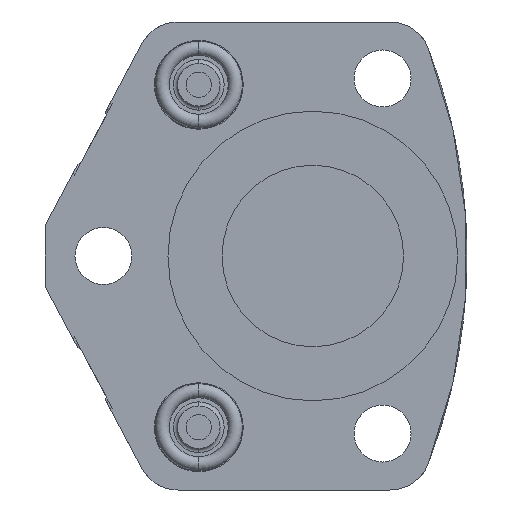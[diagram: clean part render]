
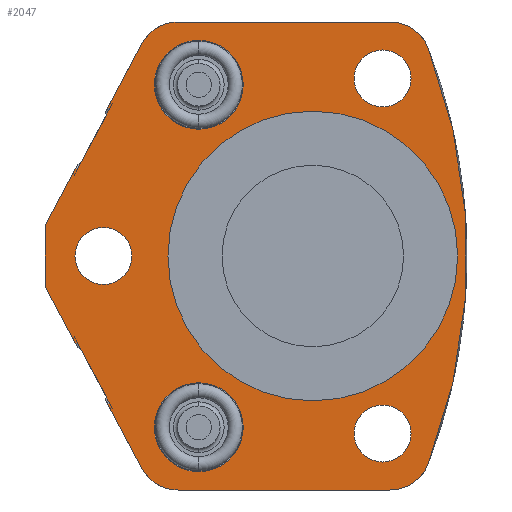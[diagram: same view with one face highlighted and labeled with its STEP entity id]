
A CAD part, front view. The second image highlights one B-rep face of the part: STEP entity #2047.
In plain terms, the highlighted planar face has unit normal (0, -1, 0).
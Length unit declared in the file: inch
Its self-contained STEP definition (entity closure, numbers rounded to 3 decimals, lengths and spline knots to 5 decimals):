
#151=CARTESIAN_POINT('',(0.,0.,0.));
#152=DIRECTION('',(0.,-1.,0.));
#153=DIRECTION('',(1.,0.,0.));
#154=AXIS2_PLACEMENT_3D('',#151,#152,#153);
#156=CARTESIAN_POINT('',(0.,0.,0.));
#157=DIRECTION('',(0.,1.,0.));
#158=DIRECTION('',(1.,0.,0.));
#159=AXIS2_PLACEMENT_3D('',#156,#157,#158);
#161=CARTESIAN_POINT('',(0.344,0.,0.875));
#162=DIRECTION('',(0.,-1.,0.));
#163=DIRECTION('',(1.,0.,0.));
#164=AXIS2_PLACEMENT_3D('',#161,#162,#163);
#166=CARTESIAN_POINT('',(0.344,0.,0.875));
#167=DIRECTION('',(0.,-1.,0.));
#168=DIRECTION('',(-1.,0.,0.));
#169=AXIS2_PLACEMENT_3D('',#166,#167,#168);
#171=CARTESIAN_POINT('',(0.344,0.,-0.875));
#172=DIRECTION('',(0.,-1.,0.));
#173=DIRECTION('',(1.,0.,0.));
#174=AXIS2_PLACEMENT_3D('',#171,#172,#173);
#176=CARTESIAN_POINT('',(0.344,0.,-0.875));
#177=DIRECTION('',(0.,-1.,0.));
#178=DIRECTION('',(-1.,0.,0.));
#179=AXIS2_PLACEMENT_3D('',#176,#177,#178);
#181=CARTESIAN_POINT('',(-1.032,0.,0.));
#182=DIRECTION('',(0.,-1.,0.));
#183=DIRECTION('',(1.,0.,0.));
#184=AXIS2_PLACEMENT_3D('',#181,#182,#183);
#186=CARTESIAN_POINT('',(-1.032,0.,0.));
#187=DIRECTION('',(0.,-1.,0.));
#188=DIRECTION('',(-1.,0.,0.));
#189=AXIS2_PLACEMENT_3D('',#186,#187,#188);
#191=DIRECTION('',(-0.469,0.,-0.883));
#192=VECTOR('',#191,0.33929);
#193=CARTESIAN_POINT('',(-1.00197,0.,0.72489));
#194=LINE('',#193,#192);
#195=DIRECTION('',(0.883,0.,-0.469));
#196=VECTOR('',#195,0.01);
#197=CARTESIAN_POINT('',(-1.0108,0.,0.72959));
#198=LINE('',#197,#196);
#199=DIRECTION('',(0.469,0.,0.883));
#200=VECTOR('',#199,0.35814);
#201=CARTESIAN_POINT('',(-1.0108,0.,0.72959));
#202=LINE('',#201,#200);
#203=DIRECTION('',(1.,0.,0.));
#204=VECTOR('',#203,1.04331);
#205=CARTESIAN_POINT('',(-0.66342,0.,1.1535));
#206=LINE('',#205,#204);
#207=CARTESIAN_POINT('',(-2.082,0.,0.));
#208=DIRECTION('',(0.,-1.,0.));
#209=DIRECTION('',(0.933,0.,-0.36));
#210=AXIS2_PLACEMENT_3D('',#207,#208,#209);
#212=DIRECTION('',(-1.,0.,0.));
#213=VECTOR('',#212,1.04331);
#214=CARTESIAN_POINT('',(0.37988,0.,-1.1535));
#215=LINE('',#214,#213);
#216=DIRECTION('',(0.469,0.,-0.883));
#217=VECTOR('',#216,0.35814);
#218=CARTESIAN_POINT('',(-1.0108,0.,-0.72959));
#219=LINE('',#218,#217);
#220=DIRECTION('',(0.883,0.,0.469));
#221=VECTOR('',#220,0.01);
#222=CARTESIAN_POINT('',(-1.0108,0.,-0.72959));
#223=LINE('',#222,#221);
#224=DIRECTION('',(0.469,0.,-0.883));
#225=VECTOR('',#224,0.33929);
#226=CARTESIAN_POINT('',(-1.16126,0.,-0.42531));
#227=LINE('',#226,#225);
#228=DIRECTION('',(0.883,0.,0.469));
#229=VECTOR('',#228,0.01);
#230=CARTESIAN_POINT('',(-1.17008,0.,-0.43001));
#231=LINE('',#230,#229);
#232=DIRECTION('',(0.469,0.,-0.883));
#233=VECTOR('',#232,0.31933);
#234=CARTESIAN_POINT('',(-1.32,0.,-0.14806));
#235=LINE('',#234,#233);
#236=DIRECTION('',(0.,0.,-1.));
#237=VECTOR('',#236,0.29612);
#238=CARTESIAN_POINT('',(-1.32,0.,0.14806));
#239=LINE('',#238,#237);
#240=DIRECTION('',(0.469,0.,0.883));
#241=VECTOR('',#240,0.31933);
#242=CARTESIAN_POINT('',(-1.32,0.,0.14806));
#243=LINE('',#242,#241);
#244=DIRECTION('',(0.883,0.,-0.469));
#245=VECTOR('',#244,0.01);
#246=CARTESIAN_POINT('',(-1.17008,0.,0.43001));
#247=LINE('',#246,#245);
#248=CARTESIAN_POINT('',(-0.562,0.,-0.844));
#249=DIRECTION('',(0.,1.,0.));
#250=DIRECTION('',(-1.,0.,0.));
#251=AXIS2_PLACEMENT_3D('',#248,#249,#250);
#253=CARTESIAN_POINT('',(-0.562,0.,-0.844));
#254=DIRECTION('',(0.,1.,0.));
#255=DIRECTION('',(1.,0.,0.));
#256=AXIS2_PLACEMENT_3D('',#253,#254,#255);
#258=CARTESIAN_POINT('',(-0.562,0.,0.844));
#259=DIRECTION('',(0.,1.,0.));
#260=DIRECTION('',(-1.,0.,0.));
#261=AXIS2_PLACEMENT_3D('',#258,#259,#260);
#263=CARTESIAN_POINT('',(-0.562,0.,0.844));
#264=DIRECTION('',(0.,1.,0.));
#265=DIRECTION('',(1.,0.,0.));
#266=AXIS2_PLACEMENT_3D('',#263,#264,#265);
#631=CARTESIAN_POINT('',(-0.66342,0.,-0.9505));
#632=DIRECTION('',(0.,-1.,0.));
#633=DIRECTION('',(-0.883,0.,-0.469));
#634=AXIS2_PLACEMENT_3D('',#631,#632,#633);
#655=CARTESIAN_POINT('',(0.37988,0.,-0.9505));
#656=DIRECTION('',(0.,-1.,0.));
#657=DIRECTION('',(0.,0.,-1.));
#658=AXIS2_PLACEMENT_3D('',#655,#656,#657);
#668=CARTESIAN_POINT('',(0.37988,0.,0.9505));
#669=DIRECTION('',(0.,-1.,0.));
#670=DIRECTION('',(0.933,0.,0.36));
#671=AXIS2_PLACEMENT_3D('',#668,#669,#670);
#692=CARTESIAN_POINT('',(-0.66342,0.,0.9505));
#693=DIRECTION('',(0.,-1.,0.));
#694=DIRECTION('',(0.,0.,1.));
#695=AXIS2_PLACEMENT_3D('',#692,#693,#694);
#1510=CARTESIAN_POINT('',(0.714,0.,0.));
#1512=VERTEX_POINT('',#1510);
#1514=CARTESIAN_POINT('',(-0.714,0.,0.));
#1516=VERTEX_POINT('',#1514);
#1517=CARTESIAN_POINT('',(-1.32,0.,0.14806));
#1518=CARTESIAN_POINT('',(-1.32,0.,-0.14806));
#1519=VERTEX_POINT('',#1517);
#1520=VERTEX_POINT('',#1518);
#1521=CARTESIAN_POINT('',(0.4845,0.,0.875));
#1522=CARTESIAN_POINT('',(0.2035,0.,0.875));
#1523=VERTEX_POINT('',#1521);
#1524=VERTEX_POINT('',#1522);
#1555=CARTESIAN_POINT('',(-1.16126,0.,-0.42531));
#1556=CARTESIAN_POINT('',(-1.00197,0.,-0.72489));
#1557=VERTEX_POINT('',#1555);
#1558=VERTEX_POINT('',#1556);
#1559=CARTESIAN_POINT('',(-1.17008,0.,-0.43001));
#1560=VERTEX_POINT('',#1559);
#1561=CARTESIAN_POINT('',(-1.0108,0.,-0.72959));
#1562=VERTEX_POINT('',#1561);
#1584=CARTESIAN_POINT('',(-1.00197,0.,0.72489));
#1585=CARTESIAN_POINT('',(-1.16126,0.,0.42531));
#1586=VERTEX_POINT('',#1584);
#1587=VERTEX_POINT('',#1585);
#1588=CARTESIAN_POINT('',(-1.0108,0.,0.72959));
#1589=VERTEX_POINT('',#1588);
#1590=CARTESIAN_POINT('',(-1.17008,0.,0.43001));
#1591=VERTEX_POINT('',#1590);
#1617=CARTESIAN_POINT('',(-0.781,0.,-0.844));
#1618=CARTESIAN_POINT('',(-0.343,0.,-0.844));
#1619=VERTEX_POINT('',#1617);
#1620=VERTEX_POINT('',#1618);
#1637=CARTESIAN_POINT('',(-0.781,0.,0.844));
#1638=CARTESIAN_POINT('',(-0.343,0.,0.844));
#1639=VERTEX_POINT('',#1637);
#1640=VERTEX_POINT('',#1638);
#1671=CARTESIAN_POINT('',(0.37988,0.,-1.1535));
#1672=CARTESIAN_POINT('',(0.56926,0.,-1.02362));
#1673=VERTEX_POINT('',#1671);
#1674=VERTEX_POINT('',#1672);
#1675=CARTESIAN_POINT('',(0.56926,0.,1.02362));
#1676=CARTESIAN_POINT('',(0.37988,0.,1.1535));
#1677=VERTEX_POINT('',#1675);
#1678=VERTEX_POINT('',#1676);
#1679=CARTESIAN_POINT('',(-0.66342,0.,1.1535));
#1680=CARTESIAN_POINT('',(-0.84266,0.,1.0458));
#1681=VERTEX_POINT('',#1679);
#1682=VERTEX_POINT('',#1680);
#1683=CARTESIAN_POINT('',(-0.84266,0.,-1.0458));
#1684=CARTESIAN_POINT('',(-0.66342,0.,-1.1535));
#1685=VERTEX_POINT('',#1683);
#1686=VERTEX_POINT('',#1684);
#1687=CARTESIAN_POINT('',(0.4845,0.,-0.875));
#1688=CARTESIAN_POINT('',(0.2035,0.,-0.875));
#1689=VERTEX_POINT('',#1687);
#1690=VERTEX_POINT('',#1688);
#1691=CARTESIAN_POINT('',(-0.8915,0.,0.));
#1692=CARTESIAN_POINT('',(-1.1725,0.,0.));
#1693=VERTEX_POINT('',#1691);
#1694=VERTEX_POINT('',#1692);
#1970=CARTESIAN_POINT('',(0.,0.,0.));
#1971=DIRECTION('',(0.,-1.,0.));
#1972=DIRECTION('',(-1.,0.,0.));
#1973=AXIS2_PLACEMENT_3D('',#1970,#1971,#1972);
#1974=PLANE('',#1973);
#1976=ORIENTED_EDGE('',*,*,#1975,.F.);
#1978=ORIENTED_EDGE('',*,*,#1977,.F.);
#1980=ORIENTED_EDGE('',*,*,#1979,.T.);
#1982=ORIENTED_EDGE('',*,*,#1981,.F.);
#1984=ORIENTED_EDGE('',*,*,#1983,.T.);
#1986=ORIENTED_EDGE('',*,*,#1985,.F.);
#1988=ORIENTED_EDGE('',*,*,#1987,.F.);
#1990=ORIENTED_EDGE('',*,*,#1989,.F.);
#1992=ORIENTED_EDGE('',*,*,#1991,.T.);
#1994=ORIENTED_EDGE('',*,*,#1993,.F.);
#1996=ORIENTED_EDGE('',*,*,#1995,.F.);
#1998=ORIENTED_EDGE('',*,*,#1997,.T.);
#2000=ORIENTED_EDGE('',*,*,#1999,.F.);
#2002=ORIENTED_EDGE('',*,*,#2001,.F.);
#2004=ORIENTED_EDGE('',*,*,#2003,.F.);
#2006=ORIENTED_EDGE('',*,*,#2005,.F.);
#2008=ORIENTED_EDGE('',*,*,#2007,.T.);
#2010=ORIENTED_EDGE('',*,*,#2009,.T.);
#2011=EDGE_LOOP('',(#1976,#1978,#1980,#1982,#1984,#1986,#1988,#1990,#1992,#1994,
#1996,#1998,#2000,#2002,#2004,#2006,#2008,#2010));
#2012=FACE_OUTER_BOUND('',#2011,.F.);
#2014=ORIENTED_EDGE('',*,*,#2013,.T.);
#2016=ORIENTED_EDGE('',*,*,#2015,.T.);
#2017=EDGE_LOOP('',(#2014,#2016));
#2018=FACE_BOUND('',#2017,.F.);
#2019=ORIENTED_EDGE('',*,*,#1950,.T.);
#2020=ORIENTED_EDGE('',*,*,#1964,.T.);
#2021=EDGE_LOOP('',(#2019,#2020));
#2022=FACE_BOUND('',#2021,.F.);
#2024=ORIENTED_EDGE('',*,*,#2023,.T.);
#2026=ORIENTED_EDGE('',*,*,#2025,.T.);
#2027=EDGE_LOOP('',(#2024,#2026));
#2028=FACE_BOUND('',#2027,.F.);
#2030=ORIENTED_EDGE('',*,*,#2029,.T.);
#2032=ORIENTED_EDGE('',*,*,#2031,.F.);
#2033=EDGE_LOOP('',(#2030,#2032));
#2034=FACE_BOUND('',#2033,.F.);
#2036=ORIENTED_EDGE('',*,*,#2035,.F.);
#2038=ORIENTED_EDGE('',*,*,#2037,.F.);
#2039=EDGE_LOOP('',(#2036,#2038));
#2040=FACE_BOUND('',#2039,.F.);
#2042=ORIENTED_EDGE('',*,*,#2041,.F.);
#2044=ORIENTED_EDGE('',*,*,#2043,.F.);
#2045=EDGE_LOOP('',(#2042,#2044));
#2046=FACE_BOUND('',#2045,.F.);
#2047=ADVANCED_FACE('',(#2012,#2018,#2022,#2028,#2034,#2040,#2046),#1974,.T.);
#155=CIRCLE('',#154,0.714);
#160=CIRCLE('',#159,0.714);
#165=CIRCLE('',#164,0.1405);
#170=CIRCLE('',#169,0.1405);
#175=CIRCLE('',#174,0.1405);
#180=CIRCLE('',#179,0.1405);
#185=CIRCLE('',#184,0.1405);
#190=CIRCLE('',#189,0.1405);
#211=CIRCLE('',#210,2.842);
#252=CIRCLE('',#251,0.219);
#257=CIRCLE('',#256,0.219);
#262=CIRCLE('',#261,0.219);
#267=CIRCLE('',#266,0.219);
#635=CIRCLE('',#634,0.203);
#659=CIRCLE('',#658,0.203);
#672=CIRCLE('',#671,0.203);
#696=CIRCLE('',#695,0.203);
#1950=EDGE_CURVE('',#1689,#1690,#175,.T.);
#1964=EDGE_CURVE('',#1690,#1689,#180,.T.);
#1975=EDGE_CURVE('',#1586,#1587,#194,.T.);
#1977=EDGE_CURVE('',#1589,#1586,#198,.T.);
#1979=EDGE_CURVE('',#1589,#1682,#202,.T.);
#1981=EDGE_CURVE('',#1681,#1682,#696,.T.);
#1983=EDGE_CURVE('',#1681,#1678,#206,.T.);
#1985=EDGE_CURVE('',#1677,#1678,#672,.T.);
#1987=EDGE_CURVE('',#1674,#1677,#211,.T.);
#1989=EDGE_CURVE('',#1673,#1674,#659,.T.);
#1991=EDGE_CURVE('',#1673,#1686,#215,.T.);
#1993=EDGE_CURVE('',#1685,#1686,#635,.T.);
#1995=EDGE_CURVE('',#1562,#1685,#219,.T.);
#1997=EDGE_CURVE('',#1562,#1558,#223,.T.);
#1999=EDGE_CURVE('',#1557,#1558,#227,.T.);
#2001=EDGE_CURVE('',#1560,#1557,#231,.T.);
#2003=EDGE_CURVE('',#1520,#1560,#235,.T.);
#2005=EDGE_CURVE('',#1519,#1520,#239,.T.);
#2007=EDGE_CURVE('',#1519,#1591,#243,.T.);
#2009=EDGE_CURVE('',#1591,#1587,#247,.T.);
#2013=EDGE_CURVE('',#1523,#1524,#165,.T.);
#2015=EDGE_CURVE('',#1524,#1523,#170,.T.);
#2023=EDGE_CURVE('',#1693,#1694,#185,.T.);
#2025=EDGE_CURVE('',#1694,#1693,#190,.T.);
#2029=EDGE_CURVE('',#1512,#1516,#155,.T.);
#2031=EDGE_CURVE('',#1512,#1516,#160,.T.);
#2035=EDGE_CURVE('',#1619,#1620,#252,.T.);
#2037=EDGE_CURVE('',#1620,#1619,#257,.T.);
#2041=EDGE_CURVE('',#1639,#1640,#262,.T.);
#2043=EDGE_CURVE('',#1640,#1639,#267,.T.);
